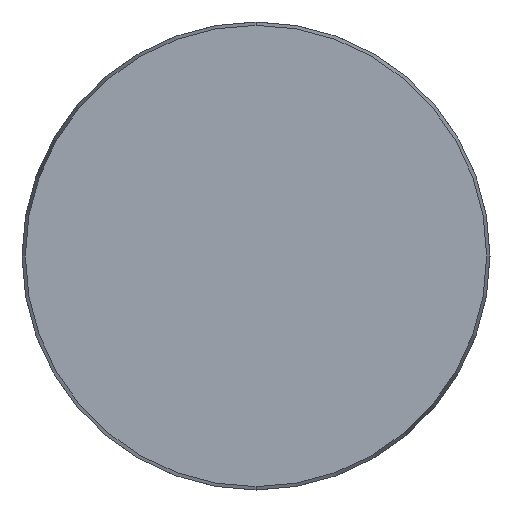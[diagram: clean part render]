
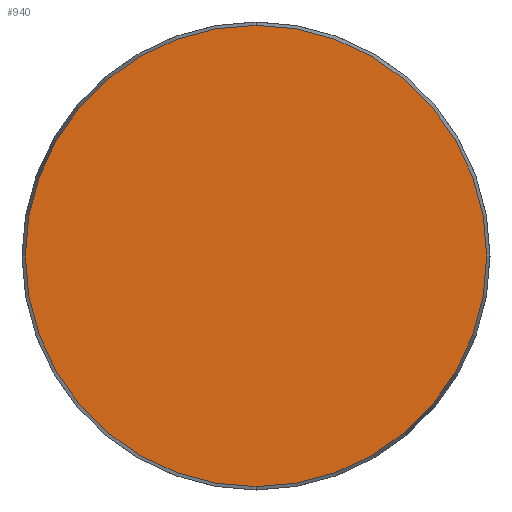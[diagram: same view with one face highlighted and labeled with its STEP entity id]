
A CAD part, front view. The second image highlights one B-rep face of the part: STEP entity #940.
In plain terms, the highlighted planar face has unit normal (0, -1, 0).
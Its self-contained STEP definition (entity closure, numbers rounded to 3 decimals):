
#23 = VERTEX_POINT ( 'NONE', #957 ) ;
#30 = DIRECTION ( 'NONE',  ( 0., 0., -1. ) ) ;
#89 = EDGE_CURVE ( 'NONE', #141, #23, #251, .T. ) ;
#132 = CARTESIAN_POINT ( 'NONE',  ( 0., 0., -59.143 ) ) ;
#141 = VERTEX_POINT ( 'NONE', #132 ) ;
#202 = CARTESIAN_POINT ( 'NONE',  ( -59.143, 0., 0. ) ) ;
#239 = DIRECTION ( 'NONE',  ( 0., -1., 0. ) ) ;
#251 = CIRCLE ( 'NONE', #1002, 59.143 ) ;
#342 = DIRECTION ( 'NONE',  ( 0., -1., 0. ) ) ;
#408 = AXIS2_PLACEMENT_3D ( 'NONE', #202, #1031, #623 ) ;
#425 = PLANE ( 'NONE',  #408 ) ;
#502 = FACE_OUTER_BOUND ( 'NONE', #1266, .T. ) ;
#623 = DIRECTION ( 'NONE',  ( 0., 0., 1. ) ) ;
#643 = CARTESIAN_POINT ( 'NONE',  ( 0., 0., 0. ) ) ;
#886 = AXIS2_PLACEMENT_3D ( 'NONE', #1259, #239, #30 ) ;
#940 = ADVANCED_FACE ( 'NONE', ( #502 ), #425, .F. ) ;
#957 = CARTESIAN_POINT ( 'NONE',  ( 0., 0., 59.143 ) ) ;
#997 = EDGE_CURVE ( 'NONE', #23, #141, #1233, .T. ) ;
#1002 = AXIS2_PLACEMENT_3D ( 'NONE', #643, #342, #1127 ) ;
#1031 = DIRECTION ( 'NONE',  ( 0., 1., 0. ) ) ;
#1094 = ORIENTED_EDGE ( 'NONE', *, *, #997, .T. ) ;
#1103 = ORIENTED_EDGE ( 'NONE', *, *, #89, .T. ) ;
#1127 = DIRECTION ( 'NONE',  ( 0., 0., -1. ) ) ;
#1233 = CIRCLE ( 'NONE', #886, 59.143 ) ;
#1259 = CARTESIAN_POINT ( 'NONE',  ( 0., 0., 0. ) ) ;
#1266 = EDGE_LOOP ( 'NONE', ( #1094, #1103 ) ) ;
